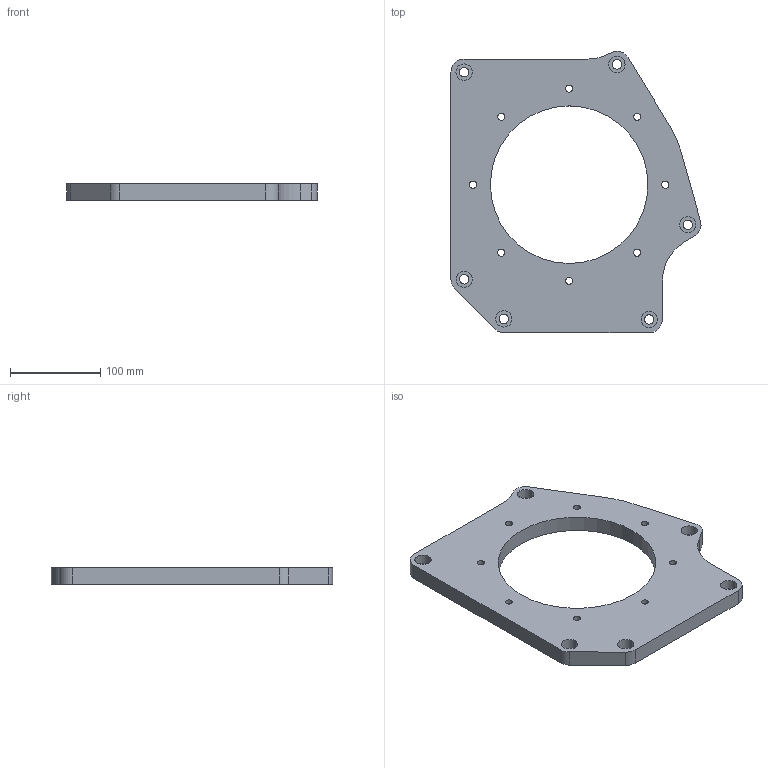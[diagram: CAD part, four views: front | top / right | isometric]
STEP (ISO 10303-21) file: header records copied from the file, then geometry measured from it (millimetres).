
FILE_DESCRIPTION (( 'STEP AP203' ), '1' );
FILE_NAME ('0010-020-007_R02_ADAPTERPLATE_10_05_2022.STEP', '2022-05-12T14:56:22', ( '' ), ( '' ), 'SwSTEP 2.0', 'SolidWorks 2017', '' );
FILE_SCHEMA (( 'CONFIG_CONTROL_DESIGN' ));
Length unit declared in the file: millimetre
Products named in the file (1): 0010-020-007_R02_ADAPTERPLATE_10_05_2022
Bounding box: 277.57 x 312.29 x 18.01 mm (x, y, z)
Volume: 851306.3 mm3; surface area: 134018.5 mm2
Topology: 1 solids, 1 shells, 75 faces, 197 edges, 128 vertices
Faces by surface type: cylinder 55, plane 16, cone 4
Entity records: 2478 total; most frequent: DIRECTION 455, CARTESIAN_POINT 397, ORIENTED_EDGE 386, EDGE_CURVE 193, AXIS2_PLACEMENT_3D 186, VERTEX_POINT 128, EDGE_LOOP 113, CIRCLE 110
